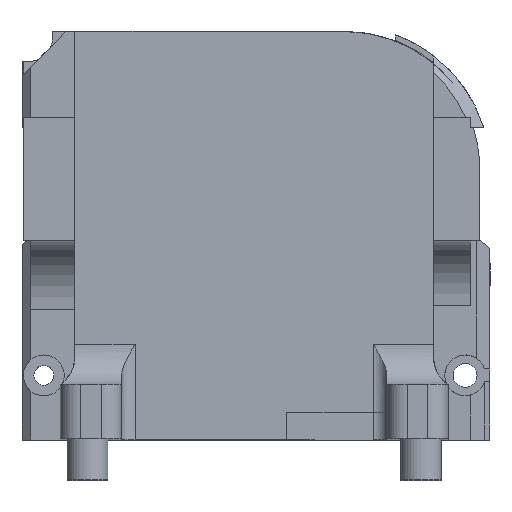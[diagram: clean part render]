
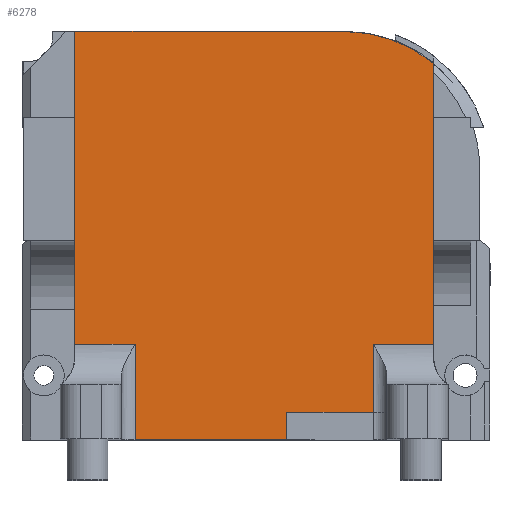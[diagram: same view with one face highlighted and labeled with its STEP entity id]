
A CAD part, top view. The second image highlights one B-rep face of the part: STEP entity #6278.
In plain terms, the highlighted planar face has unit normal (0, 0, 1).
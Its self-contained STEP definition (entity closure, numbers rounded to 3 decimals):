
#386=PLANE('',#6655);
#689=FACE_OUTER_BOUND('',#1047,.T.);
#1047=EDGE_LOOP('',(#5330,#5331,#5332,#5333,#5334,#5335,#5336,#5337,#5338,
#5339,#5340));
#1256=LINE('',#8539,#1865);
#1319=LINE('',#8710,#1928);
#1356=LINE('',#8834,#1965);
#1432=LINE('',#9752,#2041);
#1629=LINE('',#11275,#2238);
#1630=LINE('',#11276,#2239);
#1631=LINE('',#11278,#2240);
#1632=LINE('',#11280,#2241);
#1633=LINE('',#11282,#2242);
#1634=LINE('',#11283,#2243);
#1865=VECTOR('',#6994,10.);
#1928=VECTOR('',#7103,10.);
#1965=VECTOR('',#7174,10.);
#2041=VECTOR('',#7324,10.);
#2238=VECTOR('',#7725,10.);
#2239=VECTOR('',#7726,10.);
#2240=VECTOR('',#7727,10.);
#2241=VECTOR('',#7728,10.);
#2242=VECTOR('',#7729,10.);
#2243=VECTOR('',#7730,10.);
#2455=CIRCLE('',#6501,20.5);
#2650=VERTEX_POINT('',#8536);
#2651=VERTEX_POINT('',#8538);
#2714=VERTEX_POINT('',#8707);
#2715=VERTEX_POINT('',#8709);
#2746=VERTEX_POINT('',#8832);
#2877=VERTEX_POINT('',#9750);
#2878=VERTEX_POINT('',#9751);
#3067=VERTEX_POINT('',#11274);
#3068=VERTEX_POINT('',#11277);
#3069=VERTEX_POINT('',#11279);
#3070=VERTEX_POINT('',#11281);
#3279=EDGE_CURVE('',#2651,#2650,#1256,.T.);
#3356=EDGE_CURVE('',#2715,#2714,#1319,.T.);
#3359=EDGE_CURVE('',#2650,#2715,#2455,.T.);
#3404=EDGE_CURVE('',#2714,#2746,#1356,.T.);
#3567=EDGE_CURVE('',#2877,#2878,#1432,.T.);
#3876=EDGE_CURVE('',#3067,#2746,#1629,.T.);
#3877=EDGE_CURVE('',#2878,#3067,#1630,.T.);
#3878=EDGE_CURVE('',#3068,#2877,#1631,.T.);
#3879=EDGE_CURVE('',#3068,#3069,#1632,.T.);
#3880=EDGE_CURVE('',#3070,#3069,#1633,.T.);
#3881=EDGE_CURVE('',#2651,#3070,#1634,.T.);
#5330=ORIENTED_EDGE('',*,*,#3356,.T.);
#5331=ORIENTED_EDGE('',*,*,#3404,.T.);
#5332=ORIENTED_EDGE('',*,*,#3876,.F.);
#5333=ORIENTED_EDGE('',*,*,#3877,.F.);
#5334=ORIENTED_EDGE('',*,*,#3567,.F.);
#5335=ORIENTED_EDGE('',*,*,#3878,.F.);
#5336=ORIENTED_EDGE('',*,*,#3879,.T.);
#5337=ORIENTED_EDGE('',*,*,#3880,.F.);
#5338=ORIENTED_EDGE('',*,*,#3881,.F.);
#5339=ORIENTED_EDGE('',*,*,#3279,.T.);
#5340=ORIENTED_EDGE('',*,*,#3359,.T.);
#6278=ADVANCED_FACE('',(#689),#386,.T.);
#6501=AXIS2_PLACEMENT_3D('',#8715,#7108,#7109);
#6655=AXIS2_PLACEMENT_3D('',#11273,#7723,#7724);
#6994=DIRECTION('',(0.,1.,0.));
#7103=DIRECTION('',(-1.,0.,0.));
#7108=DIRECTION('center_axis',(0.,0.,
1.));
#7109=DIRECTION('ref_axis',(0.707,0.707,0.));
#7174=DIRECTION('',(0.,-1.,0.));
#7324=DIRECTION('',(-1.,0.,0.));
#7723=DIRECTION('center_axis',(0.,0.,
1.));
#7724=DIRECTION('ref_axis',(1.,0.,0.));
#7725=DIRECTION('',(-1.,0.,0.));
#7726=DIRECTION('',(0.,1.,0.));
#7727=DIRECTION('',(0.,-1.,0.));
#7728=DIRECTION('',(1.,0.,0.));
#7729=DIRECTION('',(0.,-1.,0.));
#7730=DIRECTION('',(-1.,0.,0.));
#8536=CARTESIAN_POINT('',(26.326,53.248,24.661));
#8538=CARTESIAN_POINT('',(26.326,12.001,24.661));
#8539=CARTESIAN_POINT('',(26.326,-2.,24.661));
#8707=CARTESIAN_POINT('',(-26.351,57.944,24.661));
#8709=CARTESIAN_POINT('',(13.269,57.944,24.661));
#8710=CARTESIAN_POINT('',(-27.084,57.944,24.661));
#8715=CARTESIAN_POINT('Origin',(13.269,37.444,24.661));
#8832=CARTESIAN_POINT('',(-26.351,12.001,24.661));
#8834=CARTESIAN_POINT('',(-26.351,-2.,24.661));
#9750=CARTESIAN_POINT('',(4.777,-1.999,24.661));
#9751=CARTESIAN_POINT('',(-17.501,-1.999,24.661));
#9752=CARTESIAN_POINT('',(-24.682,-1.999,24.661));
#11273=CARTESIAN_POINT('Origin',(-26.351,-2.,24.661));
#11274=CARTESIAN_POINT('',(-17.501,12.001,24.661));
#11275=CARTESIAN_POINT('',(-13.176,12.001,24.661));
#11276=CARTESIAN_POINT('',(-17.501,5.75,24.661));
#11277=CARTESIAN_POINT('',(4.777,2.001,24.661));
#11278=CARTESIAN_POINT('',(4.777,13.5,24.661));
#11279=CARTESIAN_POINT('',(17.499,2.001,24.661));
#11280=CARTESIAN_POINT('',(11.25,2.001,24.661));
#11281=CARTESIAN_POINT('',(17.499,12.001,24.661));
#11282=CARTESIAN_POINT('',(17.499,-2.,24.661));
#11283=CARTESIAN_POINT('',(-13.176,12.001,24.661));
